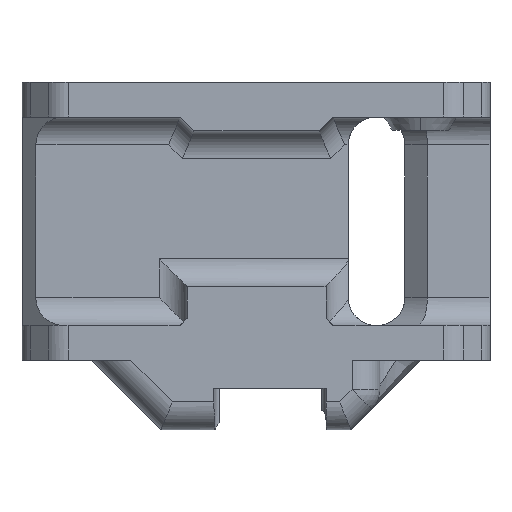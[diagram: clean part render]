
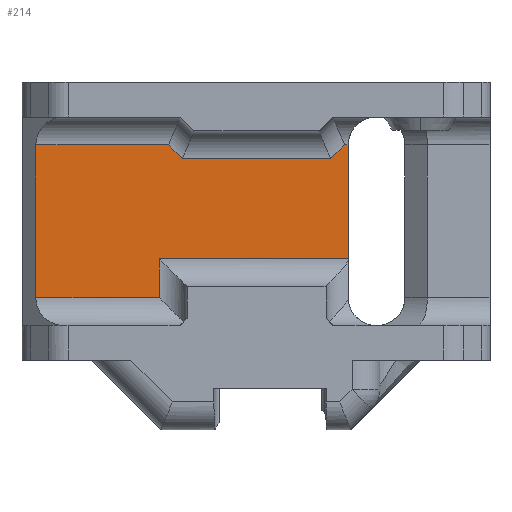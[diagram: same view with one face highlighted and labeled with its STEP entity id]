
A CAD part, left-side view. The second image highlights one B-rep face of the part: STEP entity #214.
In plain terms, the highlighted planar face has unit normal (-1, 0, 0).
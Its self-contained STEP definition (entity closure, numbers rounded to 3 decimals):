
#91 = VECTOR ( 'NONE', #2670, 1000. ) ;
#111 = CARTESIAN_POINT ( 'NONE',  ( -5.3, 12.657, 39. ) ) ;
#145 = CARTESIAN_POINT ( 'NONE',  ( -5.3, 16., 19. ) ) ;
#180 = CARTESIAN_POINT ( 'NONE',  ( -5.3, -12.729, 43.073 ) ) ;
#210 = ORIENTED_EDGE ( 'NONE', *, *, #2434, .T. ) ;
#214 = ADVANCED_FACE ( 'NONE', ( #4199 ), #5613, .T. ) ;
#247 = EDGE_CURVE ( 'NONE', #2317, #5064, #3057, .T. ) ;
#268 = LINE ( 'NONE', #180, #1938 ) ;
#327 = CARTESIAN_POINT ( 'NONE',  ( -5.3, -10.8, 41. ) ) ;
#362 = VERTEX_POINT ( 'NONE', #4102 ) ;
#408 = VECTOR ( 'NONE', #1997, 1000. ) ;
#415 = DIRECTION ( 'NONE',  ( -1., 0., 0. ) ) ;
#486 = ORIENTED_EDGE ( 'NONE', *, *, #962, .T. ) ;
#580 = LINE ( 'NONE', #5212, #3322 ) ;
#670 = DIRECTION ( 'NONE',  ( 0., 1., 0. ) ) ;
#726 = LINE ( 'NONE', #1718, #2082 ) ;
#938 = CARTESIAN_POINT ( 'NONE',  ( -5.3, 13., 19. ) ) ;
#962 = EDGE_CURVE ( 'NONE', #5460, #1548, #2363, .T. ) ;
#1013 = VERTEX_POINT ( 'NONE', #2061 ) ;
#1015 = CARTESIAN_POINT ( 'NONE',  ( -5.3, -11.2, 41. ) ) ;
#1084 = DIRECTION ( 'NONE',  ( 0., 0., -1. ) ) ;
#1092 = VECTOR ( 'NONE', #670, 1000. ) ;
#1093 = LINE ( 'NONE', #1124, #408 ) ;
#1096 = ORIENTED_EDGE ( 'NONE', *, *, #3123, .T. ) ;
#1112 = ORIENTED_EDGE ( 'NONE', *, *, #2277, .T. ) ;
#1124 = CARTESIAN_POINT ( 'NONE',  ( -5.3, -8., 24.6 ) ) ;
#1175 = LINE ( 'NONE', #5344, #4754 ) ;
#1244 = CARTESIAN_POINT ( 'NONE',  ( -5.3, -10.657, 41. ) ) ;
#1259 = CARTESIAN_POINT ( 'NONE',  ( -5.3, -8.657, 39. ) ) ;
#1273 = LINE ( 'NONE', #5506, #5080 ) ;
#1339 = CARTESIAN_POINT ( 'NONE',  ( -5.3, -10.8, 45.002 ) ) ;
#1472 = ORIENTED_EDGE ( 'NONE', *, *, #3154, .T. ) ;
#1548 = VERTEX_POINT ( 'NONE', #5203 ) ;
#1718 = CARTESIAN_POINT ( 'NONE',  ( -5.3, 15.828, 42.172 ) ) ;
#1768 = DIRECTION ( 'NONE',  ( 0., 1., 0. ) ) ;
#1790 = DIRECTION ( 'NONE',  ( 0., 0., -1. ) ) ;
#1938 = VECTOR ( 'NONE', #3543, 1000. ) ;
#1997 = DIRECTION ( 'NONE',  ( 0., -1., 0. ) ) ;
#2007 = CARTESIAN_POINT ( 'NONE',  ( -5.3, 14.657, 41. ) ) ;
#2061 = CARTESIAN_POINT ( 'NONE',  ( -5.3, 16., 24.6 ) ) ;
#2082 = VECTOR ( 'NONE', #2164, 1000. ) ;
#2110 = CARTESIAN_POINT ( 'NONE',  ( -5.3, -10.8, 41. ) ) ;
#2159 = EDGE_CURVE ( 'NONE', #2317, #362, #1175, .T. ) ;
#2164 = DIRECTION ( 'NONE',  ( 0., 0.707, 0.707 ) ) ;
#2277 = EDGE_CURVE ( 'NONE', #5511, #5897, #1273, .T. ) ;
#2317 = VERTEX_POINT ( 'NONE', #1015 ) ;
#2363 = LINE ( 'NONE', #4237, #3562 ) ;
#2434 = EDGE_CURVE ( 'NONE', #4207, #1013, #580, .T. ) ;
#2670 = DIRECTION ( 'NONE',  ( 0., 1., 0. ) ) ;
#2736 = VECTOR ( 'NONE', #2860, 1000. ) ;
#2800 = ORIENTED_EDGE ( 'NONE', *, *, #247, .T. ) ;
#2860 = DIRECTION ( 'NONE',  ( 0., -1., 0. ) ) ;
#2920 = LINE ( 'NONE', #938, #2736 ) ;
#3057 = LINE ( 'NONE', #2110, #1092 ) ;
#3123 = EDGE_CURVE ( 'NONE', #6023, #5460, #5454, .T. ) ;
#3154 = EDGE_CURVE ( 'NONE', #5897, #6023, #726, .T. ) ;
#3318 = DIRECTION ( 'NONE',  ( 0., 0., 1. ) ) ;
#3322 = VECTOR ( 'NONE', #3372, 1000. ) ;
#3372 = DIRECTION ( 'NONE',  ( 0., 0., 1. ) ) ;
#3543 = DIRECTION ( 'NONE',  ( 0., 0.707, -0.707 ) ) ;
#3562 = VECTOR ( 'NONE', #1790, 1000. ) ;
#3733 = ORIENTED_EDGE ( 'NONE', *, *, #4538, .T. ) ;
#3871 = AXIS2_PLACEMENT_3D ( 'NONE', #1339, #415, #3318 ) ;
#4102 = CARTESIAN_POINT ( 'NONE',  ( -5.3, -11.2, 24.6 ) ) ;
#4199 = FACE_OUTER_BOUND ( 'NONE', #5722, .T. ) ;
#4207 = VERTEX_POINT ( 'NONE', #145 ) ;
#4237 = CARTESIAN_POINT ( 'NONE',  ( -5.3, 33.75, 22. ) ) ;
#4369 = ORIENTED_EDGE ( 'NONE', *, *, #5308, .T. ) ;
#4538 = EDGE_CURVE ( 'NONE', #1013, #362, #1093, .T. ) ;
#4754 = VECTOR ( 'NONE', #1084, 1000. ) ;
#5005 = ORIENTED_EDGE ( 'NONE', *, *, #5652, .T. ) ;
#5016 = CARTESIAN_POINT ( 'NONE',  ( -5.3, 33.75, 41. ) ) ;
#5064 = VERTEX_POINT ( 'NONE', #1244 ) ;
#5080 = VECTOR ( 'NONE', #1768, 1000. ) ;
#5203 = CARTESIAN_POINT ( 'NONE',  ( -5.3, 33.75, 19. ) ) ;
#5212 = CARTESIAN_POINT ( 'NONE',  ( -5.3, 16., 20.6 ) ) ;
#5308 = EDGE_CURVE ( 'NONE', #5064, #5511, #268, .T. ) ;
#5344 = CARTESIAN_POINT ( 'NONE',  ( -5.3, -11.2, 45.002 ) ) ;
#5454 = LINE ( 'NONE', #327, #91 ) ;
#5460 = VERTEX_POINT ( 'NONE', #5016 ) ;
#5506 = CARTESIAN_POINT ( 'NONE',  ( -5.3, 11., 39. ) ) ;
#5511 = VERTEX_POINT ( 'NONE', #1259 ) ;
#5613 = PLANE ( 'NONE',  #3871 ) ;
#5652 = EDGE_CURVE ( 'NONE', #1548, #4207, #2920, .T. ) ;
#5722 = EDGE_LOOP ( 'NONE', ( #486, #5005, #210, #3733, #5984, #2800, #4369, #1112, #1472, #1096 ) ) ;
#5897 = VERTEX_POINT ( 'NONE', #111 ) ;
#5984 = ORIENTED_EDGE ( 'NONE', *, *, #2159, .F. ) ;
#6023 = VERTEX_POINT ( 'NONE', #2007 ) ;
